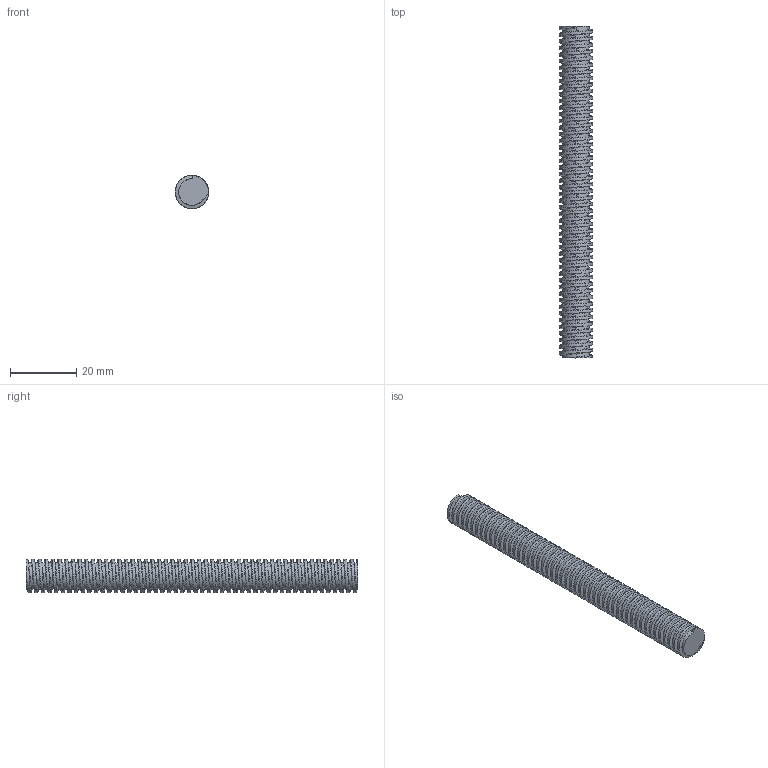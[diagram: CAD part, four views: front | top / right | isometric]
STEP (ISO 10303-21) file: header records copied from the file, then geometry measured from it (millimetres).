
FILE_DESCRIPTION (( 'STEP AP214' ), '1' );
FILE_NAME ('Vitme M10 step2mm profile by T-Maker.STEP', '2020-11-03T18:52:24', ( '' ), ( '' ), 'SwSTEP 2.0', 'SolidWorks 2020', '' );
FILE_SCHEMA (( 'AUTOMOTIVE_DESIGN' ));
Length unit declared in the file: millimetre
Products named in the file (1): Vitme M10 step2mm profile by T-Maker
Bounding box: 10 x 100 x 10 mm (x, y, z)
Volume: 6401.2 mm3; surface area: 5255.7 mm2
Topology: 1 solids, 1 shells, 109 faces, 319 edges, 212 vertices
Faces by surface type: cylinder 102, plane 4, bspline 3
Entity records: 27068 total; most frequent: CARTESIAN_POINT 24658, ORIENTED_EDGE 638, DIRECTION 333, EDGE_CURVE 319, VERTEX_POINT 212, AXIS2_PLACEMENT_3D 113, FACE_OUTER_BOUND 109, ADVANCED_FACE 109
